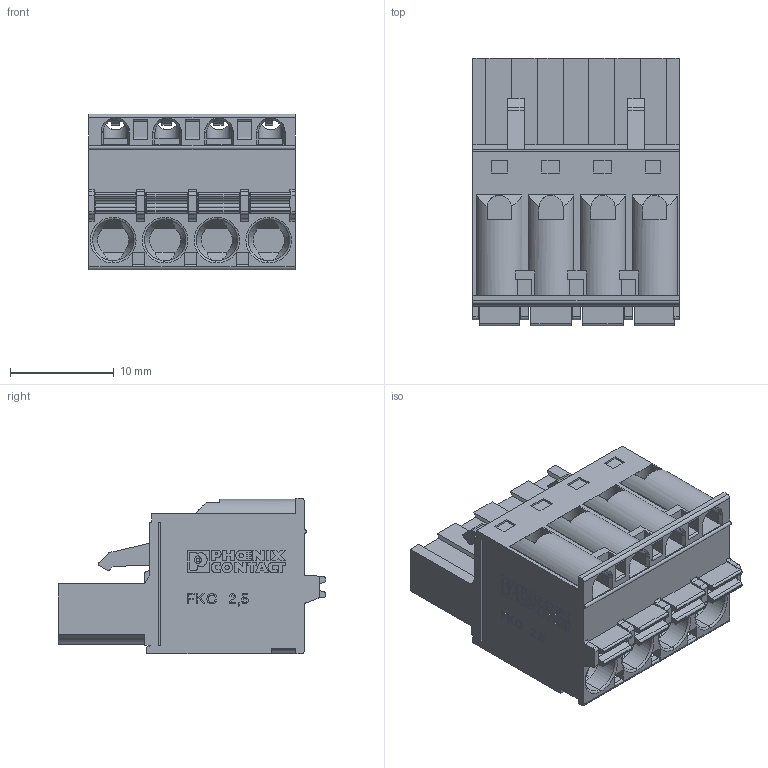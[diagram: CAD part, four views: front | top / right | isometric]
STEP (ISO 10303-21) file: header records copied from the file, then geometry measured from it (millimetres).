
FILE_DESCRIPTION(('STEP AP214'),'1');
FILE_NAME('cctmp_78F1A918-0D13-41AF-B891-53A71D6BB692_2023_02_15_14_31_09_0896_7076..stp','2023-02-15T14:31:10',('PHOENIX CONTACT Deutschland GmbH'),('CADClick - www.CADClick.com'),'Spatial InterOp 3D',' ','unknown authorization');
FILE_SCHEMA(('AUTOMOTIVE_DESIGN'));
Length unit declared in the file: millimetre
Products named in the file (10): 2023_02_15_14_31_09_0457; 2023_02_15_14_31_09_0896; 2023_02_15_14_31_09_0880; 2023_02_15_14_31_09_0865; 2023_02_15_14_31_09_0849; 2023_02_15_14_31_09_0834; 2023_02_15_14_31_09_0818; 2023_02_15_14_31_09_0802; 2023_02_15_14_31_09_0787; 2023_02_15_14_31_09_0740
Assembly tree (9 placements, depth 2):
  2023_02_15_14_31_09_0457
    2023_02_15_14_31_09_0896
    2023_02_15_14_31_09_0880
    2023_02_15_14_31_09_0865
    2023_02_15_14_31_09_0849
    2023_02_15_14_31_09_0834
    2023_02_15_14_31_09_0818
    2023_02_15_14_31_09_0802
    2023_02_15_14_31_09_0787
    2023_02_15_14_31_09_0740
Bounding box: 19.9 x 25.8 x 15 mm (x, y, z)
Volume: 4541.4 mm3; surface area: 3748.6 mm2
Topology: 9 solids, 9 shells, 926 faces, 2625 edges, 1751 vertices
Faces by surface type: plane 654, cylinder 205, bspline 31, cone 28, torus 8
Entity records: 58736 total; most frequent: CARTESIAN_POINT 9110, ORIENTED_EDGE 5250, DIRECTION 4742, STYLED_ITEM 4488, PRESENTATION_STYLE_ASSIGNMENT 4488, COLOUR_RGB 4488, EDGE_CURVE 2625, CURVE_STYLE 2219
